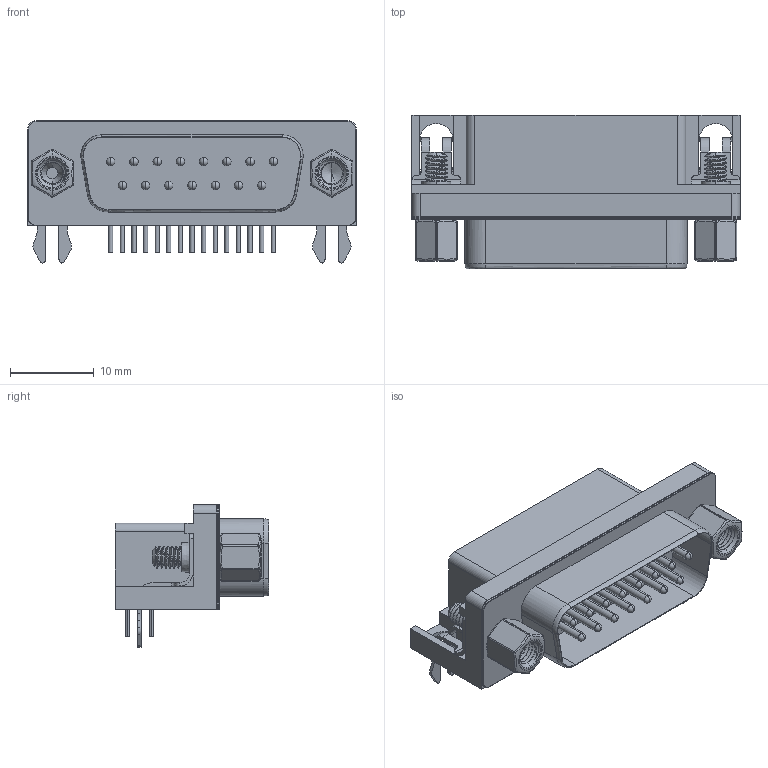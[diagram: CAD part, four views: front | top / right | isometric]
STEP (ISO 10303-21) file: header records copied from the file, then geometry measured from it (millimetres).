
FILE_DESCRIPTION (( 'STEP AP214' ), '1' );
FILE_NAME ('DSUB-TH_DS1037-15FN.STEP', '2023-09-22T02:48:50', ( '' ), ( '' ), 'SwSTEP 2.0', 'SolidWorks 2020', '' );
FILE_SCHEMA (( 'AUTOMOTIVE_DESIGN' ));
Length unit declared in the file: millimetre
Products named in the file (1): DSUB-TH_DS1037-15FN
Bounding box: 39.14 x 18.3 x 16.98 mm (x, y, z)
Volume: 4351.5 mm3; surface area: 4402.5 mm2
Topology: 3 solids, 3 shells, 750 faces, 2003 edges, 1283 vertices
Faces by surface type: plane 313, cylinder 201, bspline 144, sphere 54, torus 22, cone 16
Entity records: 34761 total; most frequent: CARTESIAN_POINT 11634, ORIENTED_EDGE 3882, DIRECTION 3143, EDGE_CURVE 1941, VERTEX_POINT 1253, LINE 1075, VECTOR 1075, AXIS2_PLACEMENT_3D 1034
